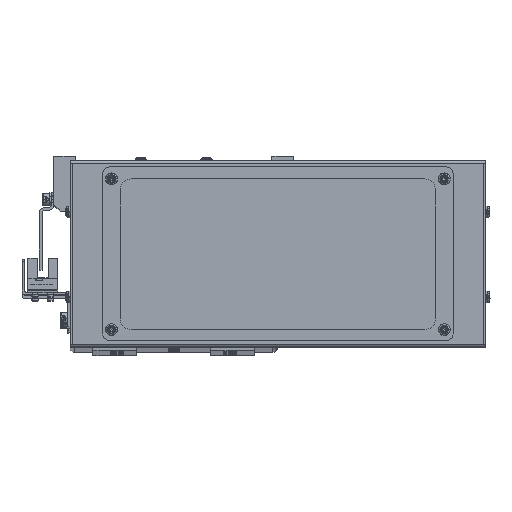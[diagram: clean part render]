
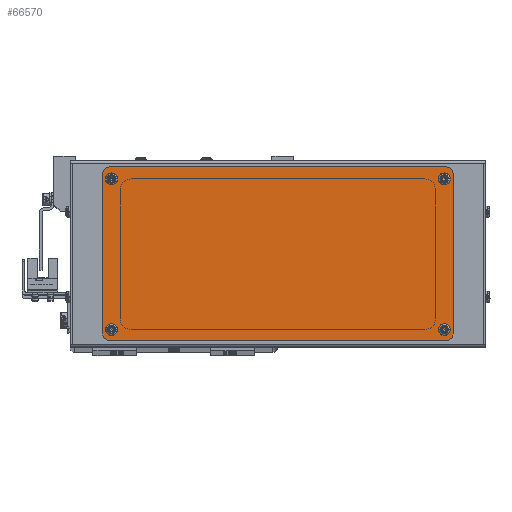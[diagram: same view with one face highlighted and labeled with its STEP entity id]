
A CAD part, top view. The second image highlights one B-rep face of the part: STEP entity #66570.
In plain terms, the highlighted face is planar.
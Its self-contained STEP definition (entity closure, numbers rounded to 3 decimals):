
#125 = DIRECTION ( 'NONE',  ( 1., 0., 0. ) ) ;
#1996 = VERTEX_POINT ( 'NONE', #20705 ) ;
#2079 = CARTESIAN_POINT ( 'NONE',  ( -76.25, 34.25, 0. ) ) ;
#2222 = DIRECTION ( 'NONE',  ( 0., 0., 1. ) ) ;
#2604 = VERTEX_POINT ( 'NONE', #57135 ) ;
#3072 = ORIENTED_EDGE ( 'NONE', *, *, #60820, .F. ) ;
#3076 = EDGE_CURVE ( 'NONE', #73809, #2604, #6521, .T. ) ;
#3231 = DIRECTION ( 'NONE',  ( 1., 0., 0. ) ) ;
#3772 = EDGE_CURVE ( 'NONE', #40871, #63437, #68770, .T. ) ;
#5680 = CARTESIAN_POINT ( 'NONE',  ( -76.25, 34.25, 0. ) ) ;
#6376 = DIRECTION ( 'NONE',  ( 0., 0., 1. ) ) ;
#6470 = AXIS2_PLACEMENT_3D ( 'NONE', #74524, #38846, #3231 ) ;
#6521 = LINE ( 'NONE', #32326, #36257 ) ;
#6629 = CIRCLE ( 'NONE', #46869, 1.7 ) ;
#8062 = DIRECTION ( 'NONE',  ( 1., 0., 0. ) ) ;
#8451 = FACE_BOUND ( 'NONE', #19933, .T. ) ;
#10150 = DIRECTION ( 'NONE',  ( 0., 0., 1. ) ) ;
#11342 = ORIENTED_EDGE ( 'NONE', *, *, #14382, .F. ) ;
#11408 = ORIENTED_EDGE ( 'NONE', *, *, #48408, .F. ) ;
#11446 = CARTESIAN_POINT ( 'NONE',  ( 74.55, -34.75, 0. ) ) ;
#11617 = DIRECTION ( 'NONE',  ( 1., 0., 0. ) ) ;
#11872 = CARTESIAN_POINT ( 'NONE',  ( -77.95, 34.25, 0. ) ) ;
#12556 = AXIS2_PLACEMENT_3D ( 'NONE', #2079, #43665, #8062 ) ;
#12888 = EDGE_LOOP ( 'NONE', ( #56419, #64204 ) ) ;
#13257 = LINE ( 'NONE', #49351, #23496 ) ;
#13325 = VECTOR ( 'NONE', #67090, 1000. ) ;
#14382 = EDGE_CURVE ( 'NONE', #45499, #1996, #29189, .T. ) ;
#14758 = VERTEX_POINT ( 'NONE', #11872 ) ;
#15407 = EDGE_CURVE ( 'NONE', #38232, #17671, #29039, .T. ) ;
#15734 = VERTEX_POINT ( 'NONE', #74726 ) ;
#15797 = AXIS2_PLACEMENT_3D ( 'NONE', #71429, #35730, #125 ) ;
#15841 = FACE_BOUND ( 'NONE', #48120, .T. ) ;
#17114 = DIRECTION ( 'NONE',  ( 0., 0., 1. ) ) ;
#17671 = VERTEX_POINT ( 'NONE', #67046 ) ;
#19933 = EDGE_LOOP ( 'NONE', ( #37889, #42733 ) ) ;
#20304 = AXIS2_PLACEMENT_3D ( 'NONE', #52788, #17114, #58790 ) ;
#20451 = ORIENTED_EDGE ( 'NONE', *, *, #23283, .T. ) ;
#20705 = CARTESIAN_POINT ( 'NONE',  ( 80.25, 36.75, 0. ) ) ;
#21665 = AXIS2_PLACEMENT_3D ( 'NONE', #60559, #24877, #66510 ) ;
#21871 = CARTESIAN_POINT ( 'NONE',  ( -76.25, -34.75, 0. ) ) ;
#21951 = DIRECTION ( 'NONE',  ( 1., 0., 0. ) ) ;
#22037 = CARTESIAN_POINT ( 'NONE',  ( 77.95, 34.25, 0. ) ) ;
#22274 = VECTOR ( 'NONE', #21951, 1000. ) ;
#22516 = EDGE_CURVE ( 'NONE', #58786, #32589, #41152, .T. ) ;
#22552 = CARTESIAN_POINT ( 'NONE',  ( -77.25, 36.75, 0. ) ) ;
#22939 = CARTESIAN_POINT ( 'NONE',  ( -80.25, -36.75, 0. ) ) ;
#23283 = EDGE_CURVE ( 'NONE', #14758, #59761, #6629, .T. ) ;
#23496 = VECTOR ( 'NONE', #55322, 1000. ) ;
#24222 = FACE_OUTER_BOUND ( 'NONE', #36119, .T. ) ;
#24445 = ORIENTED_EDGE ( 'NONE', *, *, #54300, .F. ) ;
#24877 = DIRECTION ( 'NONE',  ( 0., 0., 1. ) ) ;
#25000 = ORIENTED_EDGE ( 'NONE', *, *, #3076, .F. ) ;
#25829 = ORIENTED_EDGE ( 'NONE', *, *, #35832, .F. ) ;
#26666 = ORIENTED_EDGE ( 'NONE', *, *, #22516, .T. ) ;
#27382 = AXIS2_PLACEMENT_3D ( 'NONE', #21871, #63577, #27875 ) ;
#27875 = DIRECTION ( 'NONE',  ( 1., 0., 0. ) ) ;
#28516 = CARTESIAN_POINT ( 'NONE',  ( 76.25, -34.75, 0. ) ) ;
#28552 = DIRECTION ( 'NONE',  ( 1., 0., 0. ) ) ;
#29039 = CIRCLE ( 'NONE', #47468, 3. ) ;
#29136 = EDGE_CURVE ( 'NONE', #38164, #64328, #37363, .T. ) ;
#29189 = LINE ( 'NONE', #66843, #13325 ) ;
#29801 = ORIENTED_EDGE ( 'NONE', *, *, #37444, .F. ) ;
#30726 = ORIENTED_EDGE ( 'NONE', *, *, #42095, .T. ) ;
#31587 = PLANE ( 'NONE',  #75643 ) ;
#31720 = EDGE_LOOP ( 'NONE', ( #30726, #26666 ) ) ;
#31849 = CIRCLE ( 'NONE', #69815, 3. ) ;
#32326 = CARTESIAN_POINT ( 'NONE',  ( -77.25, 39.75, 0. ) ) ;
#32589 = VERTEX_POINT ( 'NONE', #62045 ) ;
#32760 = AXIS2_PLACEMENT_3D ( 'NONE', #22552, #64236, #28552 ) ;
#33978 = CIRCLE ( 'NONE', #68403, 1.7 ) ;
#34500 = DIRECTION ( 'NONE',  ( 1., 0., 0. ) ) ;
#34622 = ORIENTED_EDGE ( 'NONE', *, *, #62919, .T. ) ;
#35177 = DIRECTION ( 'NONE',  ( 0., 0., 1. ) ) ;
#35730 = DIRECTION ( 'NONE',  ( 0., 0., 1. ) ) ;
#35832 = EDGE_CURVE ( 'NONE', #58664, #45499, #41356, .T. ) ;
#36119 = EDGE_LOOP ( 'NONE', ( #29801, #25000, #11408, #11342, #25829, #24445, #59352, #3072 ) ) ;
#36257 = VECTOR ( 'NONE', #38279, 1000. ) ;
#36925 = CARTESIAN_POINT ( 'NONE',  ( -74.55, -34.75, 0. ) ) ;
#37363 = CIRCLE ( 'NONE', #20304, 1.7 ) ;
#37444 = EDGE_CURVE ( 'NONE', #2604, #15734, #65349, .T. ) ;
#37889 = ORIENTED_EDGE ( 'NONE', *, *, #59690, .T. ) ;
#38164 = VERTEX_POINT ( 'NONE', #76086 ) ;
#38232 = VERTEX_POINT ( 'NONE', #22939 ) ;
#38279 = DIRECTION ( 'NONE',  ( -1., 0., 0. ) ) ;
#38846 = DIRECTION ( 'NONE',  ( 0., 0., 1. ) ) ;
#40871 = VERTEX_POINT ( 'NONE', #22037 ) ;
#41152 = CIRCLE ( 'NONE', #27382, 1.7 ) ;
#41356 = CIRCLE ( 'NONE', #21665, 3. ) ;
#41943 = CARTESIAN_POINT ( 'NONE',  ( -77.25, -36.75, 0. ) ) ;
#42095 = EDGE_CURVE ( 'NONE', #32589, #58786, #33978, .T. ) ;
#42733 = ORIENTED_EDGE ( 'NONE', *, *, #3772, .T. ) ;
#43665 = DIRECTION ( 'NONE',  ( 0., 0., 1. ) ) ;
#43679 = CIRCLE ( 'NONE', #12556, 1.7 ) ;
#43809 = DIRECTION ( 'NONE',  ( 1., 0., 0. ) ) ;
#45499 = VERTEX_POINT ( 'NONE', #47006 ) ;
#45816 = CARTESIAN_POINT ( 'NONE',  ( -76.25, -34.75, 0. ) ) ;
#45914 = CARTESIAN_POINT ( 'NONE',  ( 77.25, -39.75, 0. ) ) ;
#46869 = AXIS2_PLACEMENT_3D ( 'NONE', #5680, #47283, #11617 ) ;
#47006 = CARTESIAN_POINT ( 'NONE',  ( 80.25, -36.75, 0. ) ) ;
#47283 = DIRECTION ( 'NONE',  ( 0., 0., 1. ) ) ;
#47468 = AXIS2_PLACEMENT_3D ( 'NONE', #41943, #6376, #47962 ) ;
#47636 = CARTESIAN_POINT ( 'NONE',  ( 77.25, -39.75, 0. ) ) ;
#47962 = DIRECTION ( 'NONE',  ( 1., 0., 0. ) ) ;
#48120 = EDGE_LOOP ( 'NONE', ( #20451, #34622 ) ) ;
#48408 = EDGE_CURVE ( 'NONE', #1996, #73809, #31849, .T. ) ;
#49325 = CIRCLE ( 'NONE', #56933, 1.7 ) ;
#49351 = CARTESIAN_POINT ( 'NONE',  ( -80.25, -36.75, 0. ) ) ;
#49928 = EDGE_CURVE ( 'NONE', #64328, #38164, #49325, .T. ) ;
#51812 = DIRECTION ( 'NONE',  ( 1., 0., 0. ) ) ;
#52080 = LINE ( 'NONE', #45914, #22274 ) ;
#52788 = CARTESIAN_POINT ( 'NONE',  ( 76.25, -34.75, 0. ) ) ;
#54300 = EDGE_CURVE ( 'NONE', #17671, #58664, #52080, .T. ) ;
#55322 = DIRECTION ( 'NONE',  ( 0., -1., 0. ) ) ;
#55537 = CARTESIAN_POINT ( 'NONE',  ( -77.25, 36.75, 0. ) ) ;
#56419 = ORIENTED_EDGE ( 'NONE', *, *, #49928, .T. ) ;
#56933 = AXIS2_PLACEMENT_3D ( 'NONE', #28516, #70180, #34500 ) ;
#57135 = CARTESIAN_POINT ( 'NONE',  ( -77.25, 39.75, 0. ) ) ;
#58664 = VERTEX_POINT ( 'NONE', #47636 ) ;
#58786 = VERTEX_POINT ( 'NONE', #36925 ) ;
#58790 = DIRECTION ( 'NONE',  ( 1., 0., 0. ) ) ;
#59352 = ORIENTED_EDGE ( 'NONE', *, *, #15407, .F. ) ;
#59690 = EDGE_CURVE ( 'NONE', #63437, #40871, #66509, .T. ) ;
#59761 = VERTEX_POINT ( 'NONE', #69026 ) ;
#60559 = CARTESIAN_POINT ( 'NONE',  ( 77.25, -36.75, 0. ) ) ;
#60820 = EDGE_CURVE ( 'NONE', #15734, #38232, #13257, .T. ) ;
#62045 = CARTESIAN_POINT ( 'NONE',  ( -77.95, -34.75, 0. ) ) ;
#62919 = EDGE_CURVE ( 'NONE', #59761, #14758, #43679, .T. ) ;
#63437 = VERTEX_POINT ( 'NONE', #67287 ) ;
#63577 = DIRECTION ( 'NONE',  ( 0., 0., 1. ) ) ;
#64204 = ORIENTED_EDGE ( 'NONE', *, *, #29136, .T. ) ;
#64236 = DIRECTION ( 'NONE',  ( 0., 0., 1. ) ) ;
#64328 = VERTEX_POINT ( 'NONE', #11446 ) ;
#65349 = CIRCLE ( 'NONE', #32760, 3. ) ;
#66509 = CIRCLE ( 'NONE', #6470, 1.7 ) ;
#66510 = DIRECTION ( 'NONE',  ( 1., 0., 0. ) ) ;
#66570 = ADVANCED_FACE ( 'NONE', ( #71763, #15841, #24222, #8451, #69899 ), #31587, .F. ) ;
#66843 = CARTESIAN_POINT ( 'NONE',  ( 80.25, 36.75, 0. ) ) ;
#67046 = CARTESIAN_POINT ( 'NONE',  ( -77.25, -39.75, 0. ) ) ;
#67090 = DIRECTION ( 'NONE',  ( 0., 1., 0. ) ) ;
#67287 = CARTESIAN_POINT ( 'NONE',  ( 74.55, 34.25, 0. ) ) ;
#68403 = AXIS2_PLACEMENT_3D ( 'NONE', #45816, #10150, #51812 ) ;
#68652 = CARTESIAN_POINT ( 'NONE',  ( 77.25, 39.75, 0. ) ) ;
#68770 = CIRCLE ( 'NONE', #15797, 1.7 ) ;
#69026 = CARTESIAN_POINT ( 'NONE',  ( -74.55, 34.25, 0. ) ) ;
#69815 = AXIS2_PLACEMENT_3D ( 'NONE', #70848, #35177, #76824 ) ;
#69899 = FACE_BOUND ( 'NONE', #12888, .T. ) ;
#70180 = DIRECTION ( 'NONE',  ( 0., 0., 1. ) ) ;
#70848 = CARTESIAN_POINT ( 'NONE',  ( 77.25, 36.75, 0. ) ) ;
#71429 = CARTESIAN_POINT ( 'NONE',  ( 76.25, 34.25, 0. ) ) ;
#71763 = FACE_BOUND ( 'NONE', #31720, .T. ) ;
#73809 = VERTEX_POINT ( 'NONE', #68652 ) ;
#74524 = CARTESIAN_POINT ( 'NONE',  ( 76.25, 34.25, 0. ) ) ;
#74726 = CARTESIAN_POINT ( 'NONE',  ( -80.25, 36.75, 0. ) ) ;
#75643 = AXIS2_PLACEMENT_3D ( 'NONE', #55537, #2222, #43809 ) ;
#76086 = CARTESIAN_POINT ( 'NONE',  ( 77.95, -34.75, 0. ) ) ;
#76824 = DIRECTION ( 'NONE',  ( 1., 0., 0. ) ) ;
